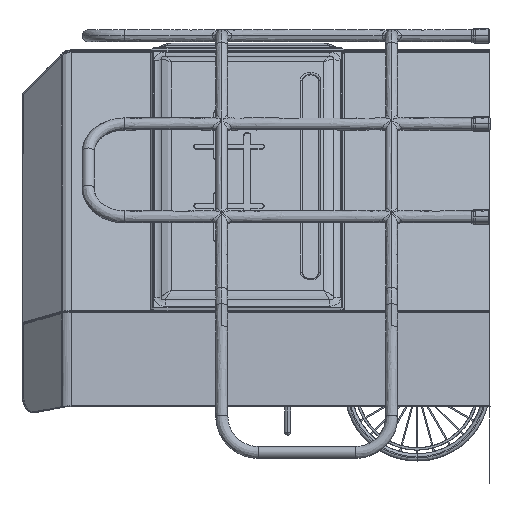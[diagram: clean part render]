
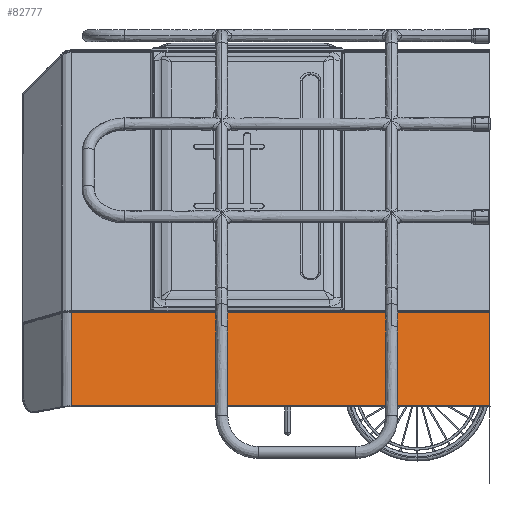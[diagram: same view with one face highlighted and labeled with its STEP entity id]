
A CAD part, left-side view. The second image highlights one B-rep face of the part: STEP entity #82777.
In plain terms, the highlighted free-form (B-spline) face has degree [1, 1] with [2, 2] control points.
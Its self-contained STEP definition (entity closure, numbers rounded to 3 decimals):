
#82618 = VERTEX_POINT('',#82619);
#82619 = CARTESIAN_POINT('',(-2180.151,0.,-325.609));
#82625 = EDGE_CURVE('',#82626,#82618,#82628,.T.);
#82626 = VERTEX_POINT('',#82627);
#82627 = CARTESIAN_POINT('',(-2091.136,0.,179.224));
#82628 = B_SPLINE_CURVE_WITH_KNOTS('',1,(#82629,#82630),.UNSPECIFIED.,
  .F.,.F.,(2,2),(0.,393.726),.PIECEWISE_BEZIER_KNOTS.);
#82629 = CARTESIAN_POINT('',(-2091.136,0.,179.224));
#82630 = CARTESIAN_POINT('',(-2180.151,0.,-325.609));
#82758 = VERTEX_POINT('',#82759);
#82759 = CARTESIAN_POINT('',(-2091.136,2244.831,
    179.224));
#82765 = EDGE_CURVE('',#82626,#82758,#82766,.T.);
#82766 = B_SPLINE_CURVE_WITH_KNOTS('',1,(#82767,#82768),.UNSPECIFIED.,
  .F.,.F.,(2,2),(0.,1724.177),.PIECEWISE_BEZIER_KNOTS.);
#82767 = CARTESIAN_POINT('',(-2091.136,0.,179.224));
#82768 = CARTESIAN_POINT('',(-2091.136,2244.831,
    179.224));
#82777 = ADVANCED_FACE('',(#82778),#82794,.T.);
#82778 = FACE_BOUND('',#82779,.F.);
#82779 = EDGE_LOOP('',(#82780,#82781,#82782,#82789));
#82780 = ORIENTED_EDGE('',*,*,#82765,.F.);
#82781 = ORIENTED_EDGE('',*,*,#82625,.T.);
#82782 = ORIENTED_EDGE('',*,*,#82783,.F.);
#82783 = EDGE_CURVE('',#82784,#82618,#82786,.T.);
#82784 = VERTEX_POINT('',#82785);
#82785 = CARTESIAN_POINT('',(-2180.151,2244.831,
    -325.609));
#82786 = B_SPLINE_CURVE_WITH_KNOTS('',1,(#82787,#82788),.UNSPECIFIED.,
  .F.,.F.,(2,2),(0.,1724.177),.PIECEWISE_BEZIER_KNOTS.);
#82787 = CARTESIAN_POINT('',(-2180.151,2244.831,
    -325.609));
#82788 = CARTESIAN_POINT('',(-2180.151,0.,-325.609));
#82789 = ORIENTED_EDGE('',*,*,#82790,.F.);
#82790 = EDGE_CURVE('',#82758,#82784,#82791,.T.);
#82791 = B_SPLINE_CURVE_WITH_KNOTS('',1,(#82792,#82793),.UNSPECIFIED.,
  .F.,.F.,(2,2),(0.,393.726),.PIECEWISE_BEZIER_KNOTS.);
#82792 = CARTESIAN_POINT('',(-2091.136,2244.831,
    179.224));
#82793 = CARTESIAN_POINT('',(-2180.151,2244.831,
    -325.609));
#82794 = B_SPLINE_SURFACE_WITH_KNOTS('',1,1,(
    (#82795,#82796)
    ,(#82797,#82798
    )),.UNSPECIFIED.,.F.,.F.,.F.,(2,2),(2,2),(25.823,1750.),(
    -397.,-3.274),.PIECEWISE_BEZIER_KNOTS.);
#82795 = CARTESIAN_POINT('',(-2180.151,2244.831,
    -325.609));
#82796 = CARTESIAN_POINT('',(-2091.136,2244.831,
    179.224));
#82797 = CARTESIAN_POINT('',(-2180.151,0.,-325.609));
#82798 = CARTESIAN_POINT('',(-2091.136,0.,179.224));
